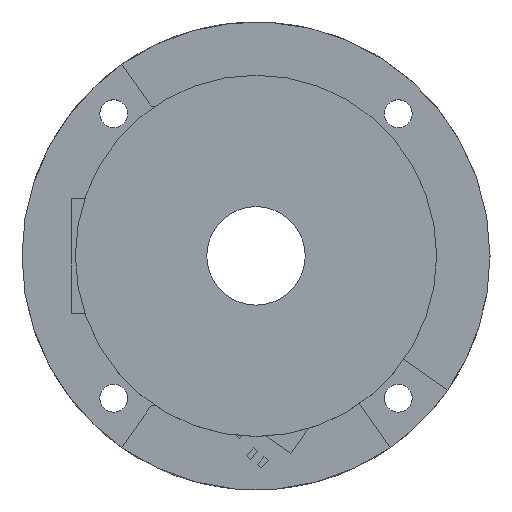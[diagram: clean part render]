
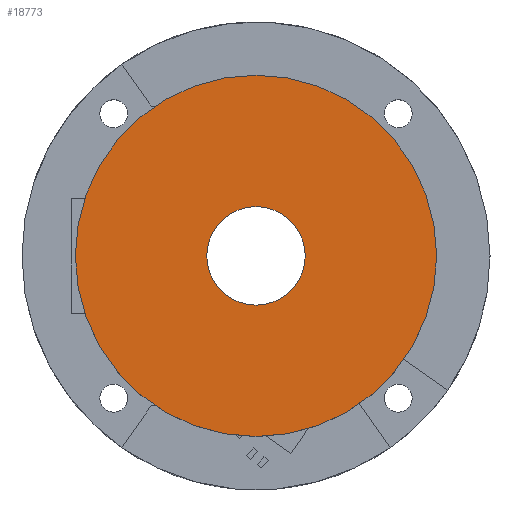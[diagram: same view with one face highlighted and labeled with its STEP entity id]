
A CAD part, top view. The second image highlights one B-rep face of the part: STEP entity #18773.
In plain terms, the highlighted planar face has unit normal (0, 0, 1).
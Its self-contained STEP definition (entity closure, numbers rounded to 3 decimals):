
#94 = CARTESIAN_POINT ( 'NONE',  ( 0., 0., 4.9 ) ) ;
#223 = DIRECTION ( 'NONE',  ( -1., 0., 0. ) ) ;
#249 = CIRCLE ( 'NONE', #15384, 11. ) ;
#1075 = CARTESIAN_POINT ( 'NONE',  ( 0., 0., 4.9 ) ) ;
#1545 = VERTEX_POINT ( 'NONE', #11507 ) ;
#1698 = CIRCLE ( 'NONE', #24640, 11. ) ;
#2093 = CARTESIAN_POINT ( 'NONE',  ( 0., 0., 4.9 ) ) ;
#3591 = DIRECTION ( 'NONE',  ( -1., 0., 0. ) ) ;
#4054 = CIRCLE ( 'NONE', #23928, 3. ) ;
#7551 = ORIENTED_EDGE ( 'NONE', *, *, #23870, .F. ) ;
#8138 = EDGE_LOOP ( 'NONE', ( #7551, #18718 ) ) ;
#9713 = VERTEX_POINT ( 'NONE', #23771 ) ;
#10096 = DIRECTION ( 'NONE',  ( 0., 0., -1. ) ) ;
#11310 = EDGE_LOOP ( 'NONE', ( #19010, #18693 ) ) ;
#11507 = CARTESIAN_POINT ( 'NONE',  ( 3., 0., 4.9 ) ) ;
#11997 = EDGE_CURVE ( 'NONE', #1545, #9713, #4054, .T. ) ;
#12223 = FACE_BOUND ( 'NONE', #11310, .T. ) ;
#12777 = DIRECTION ( 'NONE',  ( -1., 0., 0. ) ) ;
#13275 = VERTEX_POINT ( 'NONE', #16291 ) ;
#14313 = CARTESIAN_POINT ( 'NONE',  ( 0., 0., 4.9 ) ) ;
#14399 = AXIS2_PLACEMENT_3D ( 'NONE', #1075, #19388, #19645 ) ;
#14986 = DIRECTION ( 'NONE',  ( 0., 0., -1. ) ) ;
#15220 = VERTEX_POINT ( 'NONE', #21007 ) ;
#15384 = AXIS2_PLACEMENT_3D ( 'NONE', #94, #14986, #223 ) ;
#15488 = CARTESIAN_POINT ( 'NONE',  ( 0., 0., 4.9 ) ) ;
#16291 = CARTESIAN_POINT ( 'NONE',  ( -11., 0., 4.9 ) ) ;
#16578 = AXIS2_PLACEMENT_3D ( 'NONE', #15488, #21301, #12777 ) ;
#16870 = PLANE ( 'NONE',  #16578 ) ;
#18120 = EDGE_CURVE ( 'NONE', #9713, #1545, #18748, .T. ) ;
#18693 = ORIENTED_EDGE ( 'NONE', *, *, #18120, .T. ) ;
#18718 = ORIENTED_EDGE ( 'NONE', *, *, #21131, .F. ) ;
#18748 = CIRCLE ( 'NONE', #14399, 3. ) ;
#18749 = FACE_OUTER_BOUND ( 'NONE', #8138, .T. ) ;
#18773 = ADVANCED_FACE ( 'NONE', ( #18749, #12223 ), #16870, .F. ) ;
#19010 = ORIENTED_EDGE ( 'NONE', *, *, #11997, .T. ) ;
#19388 = DIRECTION ( 'NONE',  ( 0., 0., -1. ) ) ;
#19645 = DIRECTION ( 'NONE',  ( -1., 0., 0. ) ) ;
#20016 = DIRECTION ( 'NONE',  ( 0., 0., -1. ) ) ;
#20538 = DIRECTION ( 'NONE',  ( -1., 0., 0. ) ) ;
#21007 = CARTESIAN_POINT ( 'NONE',  ( 11., 0., 4.9 ) ) ;
#21131 = EDGE_CURVE ( 'NONE', #13275, #15220, #1698, .T. ) ;
#21301 = DIRECTION ( 'NONE',  ( 0., 0., -1. ) ) ;
#23771 = CARTESIAN_POINT ( 'NONE',  ( -3., 0., 4.9 ) ) ;
#23870 = EDGE_CURVE ( 'NONE', #15220, #13275, #249, .T. ) ;
#23928 = AXIS2_PLACEMENT_3D ( 'NONE', #2093, #10096, #20538 ) ;
#24640 = AXIS2_PLACEMENT_3D ( 'NONE', #14313, #20016, #3591 ) ;
